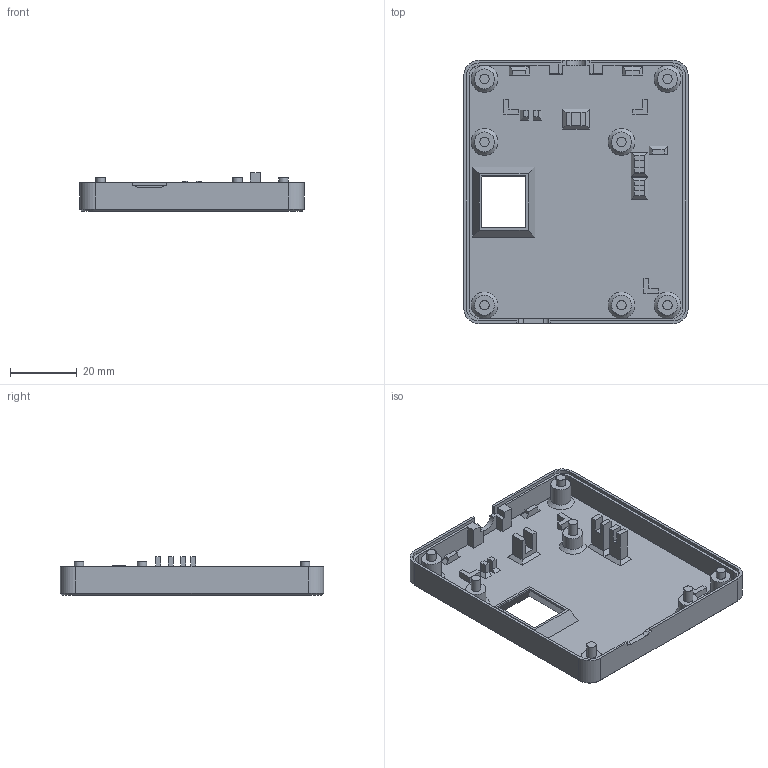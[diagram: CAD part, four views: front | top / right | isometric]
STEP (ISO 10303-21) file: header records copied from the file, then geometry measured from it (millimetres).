
FILE_DESCRIPTION(/* description */ (''),/* implementation_level */ '2;1');
FILE_NAME(/* name */ 'case_type2_bottom.step',/* time_stamp */ '2025-11-02T00:15:51+09:00',/* author */ (''),/* organization */ (''),/* preprocessor_version */ 'ST-DEVELOPER v20.1',/* originating_system */ 'Autodesk Translation Framework v14.17.0.0',/* authorisation */ '');
FILE_SCHEMA (('AUTOMOTIVE_DESIGN { 1 0 10303 214 3 1 1 }'));
Length unit declared in the file: millimetre
Products named in the file (1): case_type2
Bounding box: 67.3 x 79 x 11.5 mm (x, y, z)
Volume: 10318.4 mm3; surface area: 16605.7 mm2
Topology: 1 solids, 1 shells, 206 faces, 508 edges, 325 vertices
Faces by surface type: plane 166, cylinder 29, cone 11
Full cylindrical faces by diameter (mm): 2.8 x7, 6 x7
Entity records: 6012 total; most frequent: CARTESIAN_POINT 1046, ORIENTED_EDGE 1016, DIRECTION 993, EDGE_CURVE 508, LINE 431, VECTOR 431, VERTEX_POINT 325, AXIS2_PLACEMENT_3D 281
